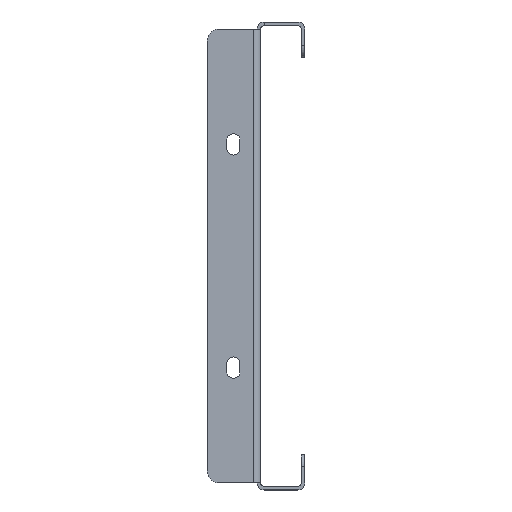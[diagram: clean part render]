
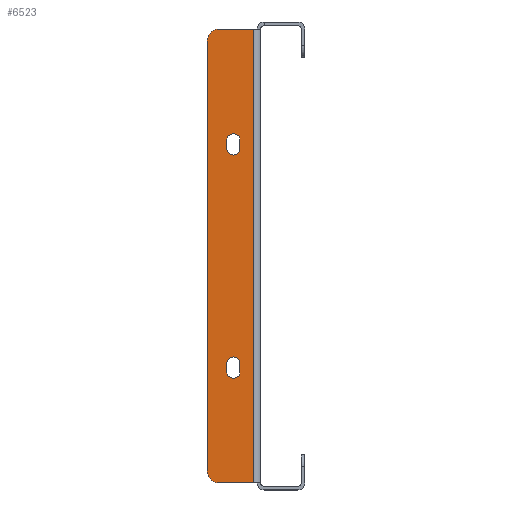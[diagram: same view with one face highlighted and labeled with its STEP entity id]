
A CAD part, left-side view. The second image highlights one B-rep face of the part: STEP entity #6523.
In plain terms, the highlighted planar face has unit normal (-1, 0, 0).
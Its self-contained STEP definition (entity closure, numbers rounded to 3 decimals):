
#101 = VERTEX_POINT ( 'NONE', #5839 ) ;
#109 = VECTOR ( 'NONE', #7012, 1000. ) ;
#273 = LINE ( 'NONE', #2695, #343 ) ;
#324 = DIRECTION ( 'NONE',  ( -1., 0., 0. ) ) ;
#343 = VECTOR ( 'NONE', #2182, 1000. ) ;
#468 = EDGE_CURVE ( 'NONE', #6423, #7445, #3020, .T. ) ;
#493 = ORIENTED_EDGE ( 'NONE', *, *, #5800, .F. ) ;
#540 = EDGE_CURVE ( 'NONE', #4486, #2847, #1242, .T. ) ;
#550 = DIRECTION ( 'NONE',  ( -1., 0., 0. ) ) ;
#628 = LINE ( 'NONE', #4824, #1487 ) ;
#712 = CARTESIAN_POINT ( 'NONE',  ( -296., 12.75, 48.75 ) ) ;
#749 = CARTESIAN_POINT ( 'NONE',  ( -296., 12.75, -45.25 ) ) ;
#851 = EDGE_LOOP ( 'NONE', ( #6115, #1604, #2418, #4796, #493, #7544 ) ) ;
#863 = LINE ( 'NONE', #3326, #109 ) ;
#921 = LINE ( 'NONE', #3343, #3401 ) ;
#961 = LINE ( 'NONE', #1001, #993 ) ;
#993 = VECTOR ( 'NONE', #2235, 1000. ) ;
#1001 = CARTESIAN_POINT ( 'NONE',  ( -296., 12.75, -45.25 ) ) ;
#1028 = CARTESIAN_POINT ( 'NONE',  ( -296., 1.5, -95.5 ) ) ;
#1118 = CIRCLE ( 'NONE', #2523, 5. ) ;
#1125 = VERTEX_POINT ( 'NONE', #1028 ) ;
#1144 = EDGE_CURVE ( 'NONE', #1205, #3985, #3662, .T. ) ;
#1148 = DIRECTION ( 'NONE',  ( 0., -1., 0. ) ) ;
#1188 = CARTESIAN_POINT ( 'NONE',  ( -296., 1.5, 0. ) ) ;
#1205 = VERTEX_POINT ( 'NONE', #6129 ) ;
#1242 = CIRCLE ( 'NONE', #6045, 2.75 ) ;
#1278 = ORIENTED_EDGE ( 'NONE', *, *, #4844, .F. ) ;
#1342 = ORIENTED_EDGE ( 'NONE', *, *, #1144, .F. ) ;
#1351 = DIRECTION ( 'NONE',  ( -1., 0., 0. ) ) ;
#1487 = VECTOR ( 'NONE', #3637, 1000. ) ;
#1586 = CARTESIAN_POINT ( 'NONE',  ( -296., 7.25, -48.75 ) ) ;
#1604 = ORIENTED_EDGE ( 'NONE', *, *, #3761, .T. ) ;
#1707 = DIRECTION ( 'NONE',  ( 0., 0., 1. ) ) ;
#1791 = EDGE_LOOP ( 'NONE', ( #3495, #4012, #6920, #7742 ) ) ;
#1804 = CARTESIAN_POINT ( 'NONE',  ( -296., 10., 48.75 ) ) ;
#1903 = VERTEX_POINT ( 'NONE', #5676 ) ;
#1958 = CARTESIAN_POINT ( 'NONE',  ( -296., 21., -90.5 ) ) ;
#2067 = CARTESIAN_POINT ( 'NONE',  ( -296., 16., 95.5 ) ) ;
#2072 = DIRECTION ( 'NONE',  ( 0., -1., 0. ) ) ;
#2182 = DIRECTION ( 'NONE',  ( 0., 0., 1. ) ) ;
#2235 = DIRECTION ( 'NONE',  ( 0., 0., -1. ) ) ;
#2279 = AXIS2_PLACEMENT_3D ( 'NONE', #4732, #550, #7158 ) ;
#2418 = ORIENTED_EDGE ( 'NONE', *, *, #2763, .F. ) ;
#2445 = CARTESIAN_POINT ( 'NONE',  ( -296., 7.25, 45.25 ) ) ;
#2507 = EDGE_CURVE ( 'NONE', #3985, #4149, #961, .T. ) ;
#2523 = AXIS2_PLACEMENT_3D ( 'NONE', #5301, #5262, #1148 ) ;
#2552 = EDGE_CURVE ( 'NONE', #7140, #1903, #921, .T. ) ;
#2560 = FACE_BOUND ( 'NONE', #3755, .T. ) ;
#2623 = EDGE_CURVE ( 'NONE', #1125, #1903, #6657, .T. ) ;
#2631 = FACE_BOUND ( 'NONE', #1791, .T. ) ;
#2695 = CARTESIAN_POINT ( 'NONE',  ( -296., 21., 95.5 ) ) ;
#2763 = EDGE_CURVE ( 'NONE', #6423, #3228, #273, .T. ) ;
#2798 = DIRECTION ( 'NONE',  ( -1., 0., 0. ) ) ;
#2847 = VERTEX_POINT ( 'NONE', #712 ) ;
#3020 = CIRCLE ( 'NONE', #3523, 5. ) ;
#3122 = CARTESIAN_POINT ( 'NONE',  ( -296., 7.25, 48.75 ) ) ;
#3228 = VERTEX_POINT ( 'NONE', #7288 ) ;
#3229 = EDGE_CURVE ( 'NONE', #2847, #101, #628, .T. ) ;
#3326 = CARTESIAN_POINT ( 'NONE',  ( -296., 7.25, 45.25 ) ) ;
#3343 = CARTESIAN_POINT ( 'NONE',  ( -296., 0., 95.5 ) ) ;
#3401 = VECTOR ( 'NONE', #5749, 1000. ) ;
#3428 = EDGE_CURVE ( 'NONE', #101, #7797, #4392, .T. ) ;
#3495 = ORIENTED_EDGE ( 'NONE', *, *, #3428, .F. ) ;
#3523 = AXIS2_PLACEMENT_3D ( 'NONE', #7499, #324, #2072 ) ;
#3550 = DIRECTION ( 'NONE',  ( 0., -1., 0. ) ) ;
#3637 = DIRECTION ( 'NONE',  ( 0., 0., -1. ) ) ;
#3662 = CIRCLE ( 'NONE', #2279, 2.75 ) ;
#3715 = VERTEX_POINT ( 'NONE', #1586 ) ;
#3755 = EDGE_LOOP ( 'NONE', ( #1342, #1278, #7275, #5233 ) ) ;
#3761 = EDGE_CURVE ( 'NONE', #7140, #3228, #1118, .T. ) ;
#3869 = DIRECTION ( 'NONE',  ( -1., 0., 0. ) ) ;
#3985 = VERTEX_POINT ( 'NONE', #749 ) ;
#4012 = ORIENTED_EDGE ( 'NONE', *, *, #3229, .F. ) ;
#4024 = AXIS2_PLACEMENT_3D ( 'NONE', #5725, #3869, #7443 ) ;
#4026 = LINE ( 'NONE', #6485, #4598 ) ;
#4089 = VECTOR ( 'NONE', #1707, 1000. ) ;
#4149 = VERTEX_POINT ( 'NONE', #4467 ) ;
#4221 = AXIS2_PLACEMENT_3D ( 'NONE', #7388, #1351, #6194 ) ;
#4229 = EDGE_CURVE ( 'NONE', #7797, #4486, #863, .T. ) ;
#4392 = CIRCLE ( 'NONE', #4024, 2.75 ) ;
#4467 = CARTESIAN_POINT ( 'NONE',  ( -296., 12.75, -48.75 ) ) ;
#4486 = VERTEX_POINT ( 'NONE', #3122 ) ;
#4598 = VECTOR ( 'NONE', #7081, 1000. ) ;
#4679 = CARTESIAN_POINT ( 'NONE',  ( -296., 7.25, -45.25 ) ) ;
#4703 = EDGE_CURVE ( 'NONE', #4149, #3715, #6114, .T. ) ;
#4732 = CARTESIAN_POINT ( 'NONE',  ( -296., 10., -45.25 ) ) ;
#4796 = ORIENTED_EDGE ( 'NONE', *, *, #468, .T. ) ;
#4824 = CARTESIAN_POINT ( 'NONE',  ( -296., 12.75, 45.25 ) ) ;
#4844 = EDGE_CURVE ( 'NONE', #3715, #1205, #5425, .T. ) ;
#4962 = PLANE ( 'NONE',  #4221 ) ;
#5203 = DIRECTION ( 'NONE',  ( 0., 1., 0. ) ) ;
#5233 = ORIENTED_EDGE ( 'NONE', *, *, #2507, .F. ) ;
#5262 = DIRECTION ( 'NONE',  ( -1., 0., 0. ) ) ;
#5301 = CARTESIAN_POINT ( 'NONE',  ( -296., 16., 90.5 ) ) ;
#5425 = LINE ( 'NONE', #4679, #4089 ) ;
#5460 = DIRECTION ( 'NONE',  ( 0., 0., 1. ) ) ;
#5481 = CARTESIAN_POINT ( 'NONE',  ( -296., 16., -95.5 ) ) ;
#5676 = CARTESIAN_POINT ( 'NONE',  ( -296., 1.5, 95.5 ) ) ;
#5725 = CARTESIAN_POINT ( 'NONE',  ( -296., 10., 45.25 ) ) ;
#5749 = DIRECTION ( 'NONE',  ( 0., -1., 0. ) ) ;
#5800 = EDGE_CURVE ( 'NONE', #1125, #7445, #4026, .T. ) ;
#5839 = CARTESIAN_POINT ( 'NONE',  ( -296., 12.75, 45.25 ) ) ;
#5859 = AXIS2_PLACEMENT_3D ( 'NONE', #6846, #2798, #5203 ) ;
#6045 = AXIS2_PLACEMENT_3D ( 'NONE', #1804, #6637, #3550 ) ;
#6114 = CIRCLE ( 'NONE', #5859, 2.75 ) ;
#6115 = ORIENTED_EDGE ( 'NONE', *, *, #2552, .F. ) ;
#6129 = CARTESIAN_POINT ( 'NONE',  ( -296., 7.25, -45.25 ) ) ;
#6194 = DIRECTION ( 'NONE',  ( 0., -1., 0. ) ) ;
#6414 = VECTOR ( 'NONE', #5460, 1000. ) ;
#6423 = VERTEX_POINT ( 'NONE', #1958 ) ;
#6485 = CARTESIAN_POINT ( 'NONE',  ( -296., 21., -95.5 ) ) ;
#6523 = ADVANCED_FACE ( 'NONE', ( #2631, #2560, #6831 ), #4962, .T. ) ;
#6637 = DIRECTION ( 'NONE',  ( -1., 0., 0. ) ) ;
#6657 = LINE ( 'NONE', #1188, #6414 ) ;
#6831 = FACE_OUTER_BOUND ( 'NONE', #851, .T. ) ;
#6846 = CARTESIAN_POINT ( 'NONE',  ( -296., 10., -48.75 ) ) ;
#6920 = ORIENTED_EDGE ( 'NONE', *, *, #540, .F. ) ;
#7012 = DIRECTION ( 'NONE',  ( 0., 0., 1. ) ) ;
#7081 = DIRECTION ( 'NONE',  ( 0., 1., 0. ) ) ;
#7140 = VERTEX_POINT ( 'NONE', #2067 ) ;
#7158 = DIRECTION ( 'NONE',  ( 0., 1., 0. ) ) ;
#7275 = ORIENTED_EDGE ( 'NONE', *, *, #4703, .F. ) ;
#7288 = CARTESIAN_POINT ( 'NONE',  ( -296., 21., 90.5 ) ) ;
#7388 = CARTESIAN_POINT ( 'NONE',  ( -296., 0., 0. ) ) ;
#7443 = DIRECTION ( 'NONE',  ( 0., -1., 0. ) ) ;
#7445 = VERTEX_POINT ( 'NONE', #5481 ) ;
#7499 = CARTESIAN_POINT ( 'NONE',  ( -296., 16., -90.5 ) ) ;
#7544 = ORIENTED_EDGE ( 'NONE', *, *, #2623, .T. ) ;
#7742 = ORIENTED_EDGE ( 'NONE', *, *, #4229, .F. ) ;
#7797 = VERTEX_POINT ( 'NONE', #2445 ) ;
